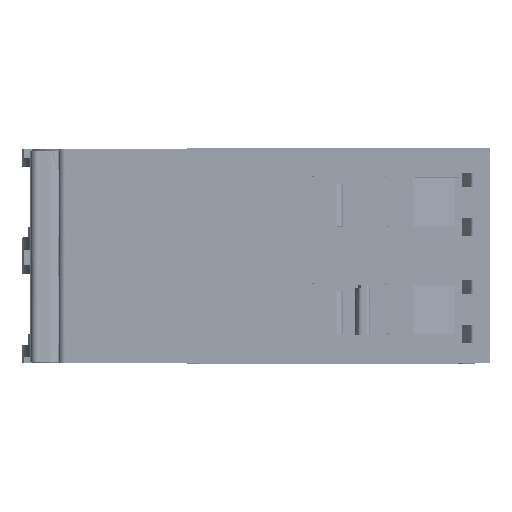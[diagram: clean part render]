
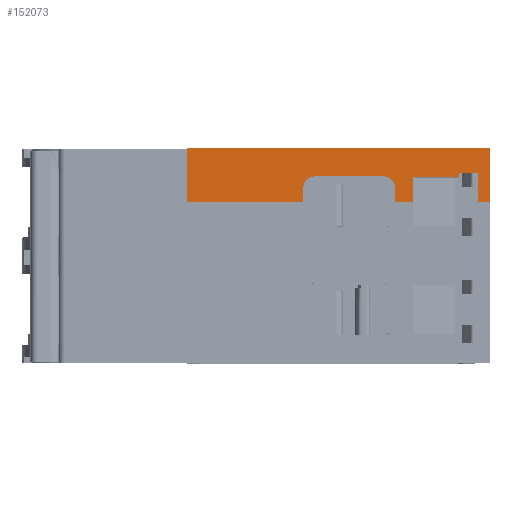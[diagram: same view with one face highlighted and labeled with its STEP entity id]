
A CAD part, top view. The second image highlights one B-rep face of the part: STEP entity #152073.
In plain terms, the highlighted free-form (B-spline) face has degree [1, 1] with [2, 2] control points.
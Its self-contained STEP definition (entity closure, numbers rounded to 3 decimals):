
#143295 = VERTEX_POINT('',#143296);
#143296 = CARTESIAN_POINT('',(20.504,34.173,
    43.936));
#143337 = VERTEX_POINT('',#143338);
#143338 = CARTESIAN_POINT('',(20.504,25.63,
    43.936));
#143343 = EDGE_CURVE('',#143295,#143337,#143344,.T.);
#143344 = B_SPLINE_CURVE_WITH_KNOTS('',1,(#143345,#143346),
  .UNSPECIFIED.,.F.,.F.,(2,2),(-0.,8.75),.PIECEWISE_BEZIER_KNOTS.);
#143345 = CARTESIAN_POINT('',(20.504,34.173,
    43.936));
#143346 = CARTESIAN_POINT('',(20.504,25.63,
    43.936));
#144261 = VERTEX_POINT('',#144262);
#144262 = CARTESIAN_POINT('',(39.055,25.63,
    43.936));
#144267 = EDGE_CURVE('',#143337,#144261,#144268,.T.);
#144268 = B_SPLINE_CURVE_WITH_KNOTS('',1,(#144269,#144270),
  .UNSPECIFIED.,.F.,.F.,(2,2),(34.322,53.322),
  .PIECEWISE_BEZIER_KNOTS.);
#144269 = CARTESIAN_POINT('',(20.504,25.63,
    43.936));
#144270 = CARTESIAN_POINT('',(39.055,25.63,
    43.936));
#147135 = VERTEX_POINT('',#147136);
#147136 = CARTESIAN_POINT('',(66.881,25.63,
    43.936));
#147151 = VERTEX_POINT('',#147152);
#147152 = CARTESIAN_POINT('',(68.834,25.63,
    43.936));
#147157 = EDGE_CURVE('',#147135,#147151,#147158,.T.);
#147158 = B_SPLINE_CURVE_WITH_KNOTS('',1,(#147159,#147160),
  .UNSPECIFIED.,.F.,.F.,(2,2),(81.822,83.822),
  .PIECEWISE_BEZIER_KNOTS.);
#147159 = CARTESIAN_POINT('',(66.881,25.63,
    43.936));
#147160 = CARTESIAN_POINT('',(68.834,25.63,
    43.936));
#149728 = EDGE_CURVE('',#149729,#149731,#149733,.T.);
#149729 = VERTEX_POINT('',#149730);
#149730 = CARTESIAN_POINT('',(53.7,25.63,
    43.936));
#149731 = VERTEX_POINT('',#149732);
#149732 = CARTESIAN_POINT('',(56.575,25.63,
    43.936));
#149733 = B_SPLINE_CURVE_WITH_KNOTS('',1,(#149734,#149735),
  .UNSPECIFIED.,.F.,.F.,(2,2),(68.322,71.267),
  .PIECEWISE_BEZIER_KNOTS.);
#149734 = CARTESIAN_POINT('',(53.7,25.63,
    43.936));
#149735 = CARTESIAN_POINT('',(56.575,25.63,
    43.936));
#151404 = EDGE_CURVE('',#143295,#151405,#151407,.T.);
#151405 = VERTEX_POINT('',#151406);
#151406 = CARTESIAN_POINT('',(68.834,34.173,
    43.936));
#151407 = B_SPLINE_CURVE_WITH_KNOTS('',1,(#151408,#151409),
  .UNSPECIFIED.,.F.,.F.,(2,2),(-49.5,0.),.PIECEWISE_BEZIER_KNOTS.);
#151408 = CARTESIAN_POINT('',(20.504,34.173,
    43.936));
#151409 = CARTESIAN_POINT('',(68.834,34.173,
    43.936));
#152073 = ADVANCED_FACE('',(#152074),#152154,.F.);
#152074 = FACE_BOUND('',#152075,.T.);
#152075 = EDGE_LOOP('',(#152076,#152077,#152084,#152092,#152099,#152107,
    #152112,#152113,#152120,#152127,#152134,#152141,#152146,#152147,
    #152152,#152153));
#152076 = ORIENTED_EDGE('',*,*,#144267,.T.);
#152077 = ORIENTED_EDGE('',*,*,#152078,.F.);
#152078 = EDGE_CURVE('',#152079,#144261,#152081,.T.);
#152079 = VERTEX_POINT('',#152080);
#152080 = CARTESIAN_POINT('',(39.055,27.826,
    43.936));
#152081 = B_SPLINE_CURVE_WITH_KNOTS('',1,(#152082,#152083),
  .UNSPECIFIED.,.F.,.F.,(2,2),(-2.25,-0.),.PIECEWISE_BEZIER_KNOTS.);
#152082 = CARTESIAN_POINT('',(39.055,27.826,
    43.936));
#152083 = CARTESIAN_POINT('',(39.055,25.63,
    43.936));
#152084 = ORIENTED_EDGE('',*,*,#152085,.F.);
#152085 = EDGE_CURVE('',#152086,#152079,#152088,.T.);
#152086 = VERTEX_POINT('',#152087);
#152087 = CARTESIAN_POINT('',(41.007,29.779,
    43.936));
#152088 = ( BOUNDED_CURVE() B_SPLINE_CURVE(2,(#152089,#152090,#152091),
.UNSPECIFIED.,.F.,.F.) B_SPLINE_CURVE_WITH_KNOTS((3,3),(0.,
1.571),.PIECEWISE_BEZIER_KNOTS.) CURVE() 
GEOMETRIC_REPRESENTATION_ITEM() RATIONAL_B_SPLINE_CURVE((1.,
0.707,1.)) REPRESENTATION_ITEM('') );
#152089 = CARTESIAN_POINT('',(41.007,29.779,
    43.936));
#152090 = CARTESIAN_POINT('',(39.055,29.779,
    43.936));
#152091 = CARTESIAN_POINT('',(39.055,27.826,
    43.936));
#152092 = ORIENTED_EDGE('',*,*,#152093,.F.);
#152093 = EDGE_CURVE('',#152094,#152086,#152096,.T.);
#152094 = VERTEX_POINT('',#152095);
#152095 = CARTESIAN_POINT('',(51.747,29.779,
    43.936));
#152096 = B_SPLINE_CURVE_WITH_KNOTS('',1,(#152097,#152098),
  .UNSPECIFIED.,.F.,.F.,(2,2),(-11.,-0.),.PIECEWISE_BEZIER_KNOTS.);
#152097 = CARTESIAN_POINT('',(51.747,29.779,
    43.936));
#152098 = CARTESIAN_POINT('',(41.007,29.779,
    43.936));
#152099 = ORIENTED_EDGE('',*,*,#152100,.F.);
#152100 = EDGE_CURVE('',#152101,#152094,#152103,.T.);
#152101 = VERTEX_POINT('',#152102);
#152102 = CARTESIAN_POINT('',(53.7,27.826,
    43.936));
#152103 = ( BOUNDED_CURVE() B_SPLINE_CURVE(2,(#152104,#152105,#152106),
.UNSPECIFIED.,.F.,.F.) B_SPLINE_CURVE_WITH_KNOTS((3,3),(4.712,
6.283),.PIECEWISE_BEZIER_KNOTS.) CURVE() 
GEOMETRIC_REPRESENTATION_ITEM() RATIONAL_B_SPLINE_CURVE((1.,
0.707,1.)) REPRESENTATION_ITEM('') );
#152104 = CARTESIAN_POINT('',(53.7,27.826,
    43.936));
#152105 = CARTESIAN_POINT('',(53.7,29.779,
    43.936));
#152106 = CARTESIAN_POINT('',(51.747,29.779,
    43.936));
#152107 = ORIENTED_EDGE('',*,*,#152108,.F.);
#152108 = EDGE_CURVE('',#149729,#152101,#152109,.T.);
#152109 = B_SPLINE_CURVE_WITH_KNOTS('',1,(#152110,#152111),
  .UNSPECIFIED.,.F.,.F.,(2,2),(0.,2.25),.PIECEWISE_BEZIER_KNOTS.);
#152110 = CARTESIAN_POINT('',(53.7,25.63,
    43.936));
#152111 = CARTESIAN_POINT('',(53.7,27.826,
    43.936));
#152112 = ORIENTED_EDGE('',*,*,#149728,.T.);
#152113 = ORIENTED_EDGE('',*,*,#152114,.F.);
#152114 = EDGE_CURVE('',#152115,#149731,#152117,.T.);
#152115 = VERTEX_POINT('',#152116);
#152116 = CARTESIAN_POINT('',(56.575,29.535,
    43.936));
#152117 = B_SPLINE_CURVE_WITH_KNOTS('',1,(#152118,#152119),
  .UNSPECIFIED.,.F.,.F.,(2,2),(-0.,4.),.PIECEWISE_BEZIER_KNOTS.);
#152118 = CARTESIAN_POINT('',(56.575,29.535,
    43.936));
#152119 = CARTESIAN_POINT('',(56.575,25.63,
    43.936));
#152120 = ORIENTED_EDGE('',*,*,#152121,.F.);
#152121 = EDGE_CURVE('',#152122,#152115,#152124,.T.);
#152122 = VERTEX_POINT('',#152123);
#152123 = CARTESIAN_POINT('',(63.952,29.535,
    43.936));
#152124 = B_SPLINE_CURVE_WITH_KNOTS('',1,(#152125,#152126),
  .UNSPECIFIED.,.F.,.F.,(2,2),(-7.555,0.),
  .PIECEWISE_BEZIER_KNOTS.);
#152125 = CARTESIAN_POINT('',(63.952,29.535,
    43.936));
#152126 = CARTESIAN_POINT('',(56.575,29.535,
    43.936));
#152127 = ORIENTED_EDGE('',*,*,#152128,.F.);
#152128 = EDGE_CURVE('',#152129,#152122,#152131,.T.);
#152129 = VERTEX_POINT('',#152130);
#152130 = CARTESIAN_POINT('',(63.952,30.267,
    43.936));
#152131 = B_SPLINE_CURVE_WITH_KNOTS('',1,(#152132,#152133),
  .UNSPECIFIED.,.F.,.F.,(2,2),(-0.75,0.),
  .PIECEWISE_BEZIER_KNOTS.);
#152132 = CARTESIAN_POINT('',(63.952,30.267,
    43.936));
#152133 = CARTESIAN_POINT('',(63.952,29.535,
    43.936));
#152134 = ORIENTED_EDGE('',*,*,#152135,.F.);
#152135 = EDGE_CURVE('',#152136,#152129,#152138,.T.);
#152136 = VERTEX_POINT('',#152137);
#152137 = CARTESIAN_POINT('',(66.881,30.267,
    43.936));
#152138 = B_SPLINE_CURVE_WITH_KNOTS('',1,(#152139,#152140),
  .UNSPECIFIED.,.F.,.F.,(2,2),(0.,3.),.PIECEWISE_BEZIER_KNOTS.);
#152139 = CARTESIAN_POINT('',(66.881,30.267,
    43.936));
#152140 = CARTESIAN_POINT('',(63.952,30.267,
    43.936));
#152141 = ORIENTED_EDGE('',*,*,#152142,.F.);
#152142 = EDGE_CURVE('',#147135,#152136,#152143,.T.);
#152143 = B_SPLINE_CURVE_WITH_KNOTS('',1,(#152144,#152145),
  .UNSPECIFIED.,.F.,.F.,(2,2),(0.,4.75),.PIECEWISE_BEZIER_KNOTS.);
#152144 = CARTESIAN_POINT('',(66.881,25.63,
    43.936));
#152145 = CARTESIAN_POINT('',(66.881,30.267,
    43.936));
#152146 = ORIENTED_EDGE('',*,*,#147157,.T.);
#152147 = ORIENTED_EDGE('',*,*,#152148,.F.);
#152148 = EDGE_CURVE('',#151405,#147151,#152149,.T.);
#152149 = B_SPLINE_CURVE_WITH_KNOTS('',1,(#152150,#152151),
  .UNSPECIFIED.,.F.,.F.,(2,2),(-0.,8.75),.PIECEWISE_BEZIER_KNOTS.);
#152150 = CARTESIAN_POINT('',(68.834,34.173,
    43.936));
#152151 = CARTESIAN_POINT('',(68.834,25.63,
    43.936));
#152152 = ORIENTED_EDGE('',*,*,#151404,.F.);
#152153 = ORIENTED_EDGE('',*,*,#143343,.T.);
#152154 = B_SPLINE_SURFACE_WITH_KNOTS('',1,1,(
    (#152155,#152156)
    ,(#152157,#152158
  )),.UNSPECIFIED.,.F.,.F.,.F.,(2,2),(2,2),(-8.75,0.),(-49.5,0.),
  .PIECEWISE_BEZIER_KNOTS.);
#152155 = CARTESIAN_POINT('',(20.504,25.63,
    43.936));
#152156 = CARTESIAN_POINT('',(68.834,25.63,
    43.936));
#152157 = CARTESIAN_POINT('',(20.504,34.173,
    43.936));
#152158 = CARTESIAN_POINT('',(68.834,34.173,
    43.936));
